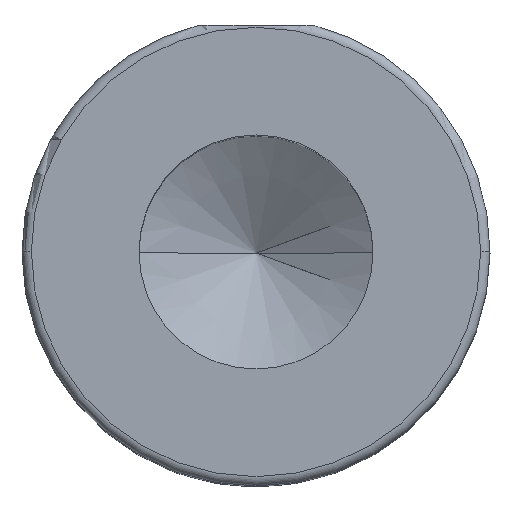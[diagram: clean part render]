
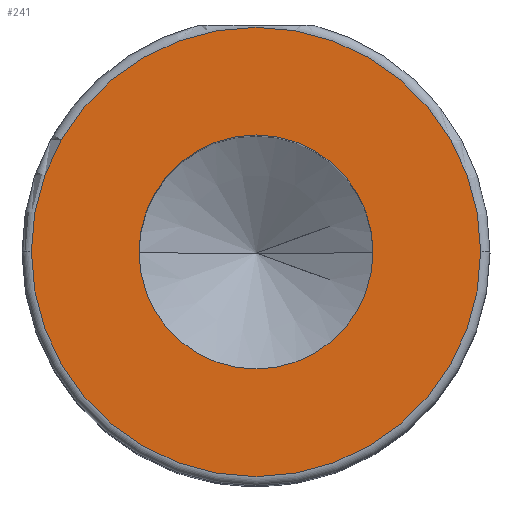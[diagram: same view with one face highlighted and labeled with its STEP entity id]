
A CAD part, top view. The second image highlights one B-rep face of the part: STEP entity #241.
In plain terms, the highlighted planar face has unit normal (0, 0, 1).
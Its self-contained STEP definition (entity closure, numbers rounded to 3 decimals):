
#38 = VERTEX_POINT ( 'NONE', #747 ) ;
#93 = DIRECTION ( 'NONE',  ( 1., 0., 0. ) ) ;
#98 = CARTESIAN_POINT ( 'NONE',  ( -2.5, 0., 7.5 ) ) ;
#112 = CIRCLE ( 'NONE', #586, 2.5 ) ;
#184 = CARTESIAN_POINT ( 'NONE',  ( 0., 0., 7.5 ) ) ;
#188 = CARTESIAN_POINT ( 'NONE',  ( 0., 0., 7.5 ) ) ;
#197 = AXIS2_PLACEMENT_3D ( 'NONE', #1049, #462, #1150 ) ;
#238 = VERTEX_POINT ( 'NONE', #262 ) ;
#241 = ADVANCED_FACE ( 'NONE', ( #728, #993 ), #863, .T. ) ;
#262 = CARTESIAN_POINT ( 'NONE',  ( -4.8, 0., 7.5 ) ) ;
#286 = DIRECTION ( 'NONE',  ( 1., 0., 0. ) ) ;
#292 = DIRECTION ( 'NONE',  ( 1., 0., 0. ) ) ;
#348 = EDGE_CURVE ( 'NONE', #238, #1282, #671, .T. ) ;
#359 = ORIENTED_EDGE ( 'NONE', *, *, #348, .T. ) ;
#362 = CIRCLE ( 'NONE', #659, 4.8 ) ;
#377 = ORIENTED_EDGE ( 'NONE', *, *, #1291, .F. ) ;
#411 = AXIS2_PLACEMENT_3D ( 'NONE', #1287, #700, #93 ) ;
#462 = DIRECTION ( 'NONE',  ( 0., 0., 1. ) ) ;
#526 = AXIS2_PLACEMENT_3D ( 'NONE', #184, #885, #286 ) ;
#586 = AXIS2_PLACEMENT_3D ( 'NONE', #593, #1283, #692 ) ;
#593 = CARTESIAN_POINT ( 'NONE',  ( 0., 0., 7.5 ) ) ;
#659 = AXIS2_PLACEMENT_3D ( 'NONE', #188, #890, #292 ) ;
#666 = EDGE_LOOP ( 'NONE', ( #842, #359 ) ) ;
#671 = CIRCLE ( 'NONE', #526, 4.8 ) ;
#692 = DIRECTION ( 'NONE',  ( 1., 0., 0. ) ) ;
#700 = DIRECTION ( 'NONE',  ( 0., 0., 1. ) ) ;
#728 = FACE_BOUND ( 'NONE', #1094, .T. ) ;
#742 = VERTEX_POINT ( 'NONE', #98 ) ;
#747 = CARTESIAN_POINT ( 'NONE',  ( 2.5, 0., 7.5 ) ) ;
#789 = CARTESIAN_POINT ( 'NONE',  ( 4.8, 0., 7.5 ) ) ;
#842 = ORIENTED_EDGE ( 'NONE', *, *, #1248, .T. ) ;
#863 = PLANE ( 'NONE',  #197 ) ;
#885 = DIRECTION ( 'NONE',  ( 0., 0., 1. ) ) ;
#888 = EDGE_CURVE ( 'NONE', #742, #38, #1019, .T. ) ;
#890 = DIRECTION ( 'NONE',  ( 0., 0., 1. ) ) ;
#993 = FACE_OUTER_BOUND ( 'NONE', #666, .T. ) ;
#1019 = CIRCLE ( 'NONE', #411, 2.5 ) ;
#1049 = CARTESIAN_POINT ( 'NONE',  ( 0., 0., 7.5 ) ) ;
#1094 = EDGE_LOOP ( 'NONE', ( #377, #1161 ) ) ;
#1150 = DIRECTION ( 'NONE',  ( 1., 0., 0. ) ) ;
#1161 = ORIENTED_EDGE ( 'NONE', *, *, #888, .F. ) ;
#1248 = EDGE_CURVE ( 'NONE', #1282, #238, #362, .T. ) ;
#1282 = VERTEX_POINT ( 'NONE', #789 ) ;
#1283 = DIRECTION ( 'NONE',  ( 0., 0., 1. ) ) ;
#1287 = CARTESIAN_POINT ( 'NONE',  ( 0., 0., 7.5 ) ) ;
#1291 = EDGE_CURVE ( 'NONE', #38, #742, #112, .T. ) ;
